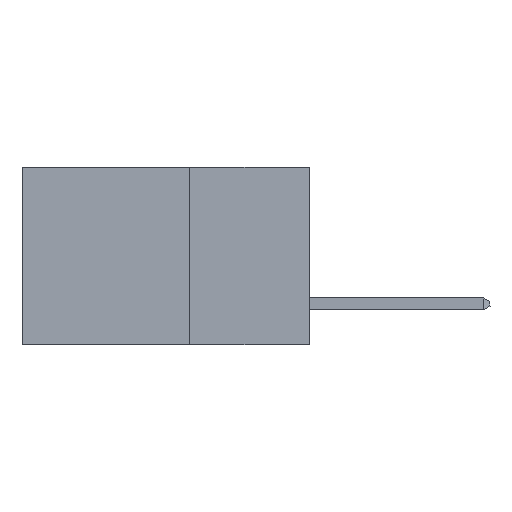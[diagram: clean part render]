
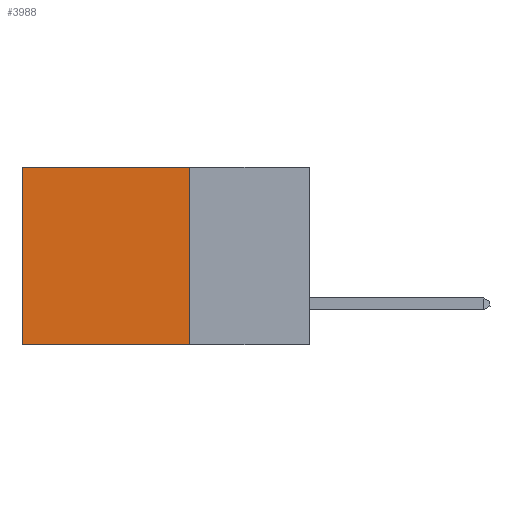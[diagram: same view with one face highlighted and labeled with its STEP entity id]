
A CAD part, left-side view. The second image highlights one B-rep face of the part: STEP entity #3988.
In plain terms, the highlighted planar face has unit normal (-1, 0, 0).
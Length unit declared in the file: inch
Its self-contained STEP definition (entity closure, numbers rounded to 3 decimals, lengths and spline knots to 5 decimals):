
#396 = CARTESIAN_POINT ( 'NONE',  ( 0.2875, 0.25, 0. ) ) ;
#431 = CARTESIAN_POINT ( 'NONE',  ( 0.2875, 0.6, -0.37 ) ) ;
#478 = CARTESIAN_POINT ( 'NONE',  ( 0.2875, 0.25, 0. ) ) ;
#544 = DIRECTION ( 'NONE',  ( 0., 0., -1. ) ) ;
#558 = CARTESIAN_POINT ( 'NONE',  ( 0.2875, 0.6, 0. ) ) ;
#915 = VERTEX_POINT ( 'NONE', #478 ) ;
#983 = VECTOR ( 'NONE', #8190, 39.37008 ) ;
#1949 = ORIENTED_EDGE ( 'NONE', *, *, #7835, .F. ) ;
#2552 = CARTESIAN_POINT ( 'NONE',  ( 0.2875, 0.25, 0. ) ) ;
#2611 = CARTESIAN_POINT ( 'NONE',  ( 0.2875, 0.6, 0. ) ) ;
#2883 = AXIS2_PLACEMENT_3D ( 'NONE', #2552, #4293, #9456 ) ;
#3398 = VERTEX_POINT ( 'NONE', #2611 ) ;
#3960 = VERTEX_POINT ( 'NONE', #4260 ) ;
#3988 = ADVANCED_FACE ( 'NONE', ( #6239 ), #6578, .F. ) ;
#4260 = CARTESIAN_POINT ( 'NONE',  ( 0.2875, 0.25, -0.37 ) ) ;
#4293 = DIRECTION ( 'NONE',  ( 1., 0., 0. ) ) ;
#4416 = LINE ( 'NONE', #396, #8219 ) ;
#4490 = CARTESIAN_POINT ( 'NONE',  ( 0.2875, 0.25, -0.37 ) ) ;
#4558 = VERTEX_POINT ( 'NONE', #431 ) ;
#4768 = EDGE_CURVE ( 'NONE', #3398, #4558, #8058, .T. ) ;
#5006 = DIRECTION ( 'NONE',  ( 0., 0., -1. ) ) ;
#5167 = VECTOR ( 'NONE', #544, 39.37008 ) ;
#5838 = LINE ( 'NONE', #7874, #983 ) ;
#6044 = EDGE_CURVE ( 'NONE', #915, #3398, #5838, .T. ) ;
#6135 = ORIENTED_EDGE ( 'NONE', *, *, #4768, .T. ) ;
#6239 = FACE_OUTER_BOUND ( 'NONE', #8545, .T. ) ;
#6578 = PLANE ( 'NONE',  #2883 ) ;
#7835 = EDGE_CURVE ( 'NONE', #915, #3960, #4416, .T. ) ;
#7874 = CARTESIAN_POINT ( 'NONE',  ( 0.2875, 0.25, 0. ) ) ;
#7973 = LINE ( 'NONE', #4490, #9557 ) ;
#8058 = LINE ( 'NONE', #558, #5167 ) ;
#8190 = DIRECTION ( 'NONE',  ( 0., 1., 0. ) ) ;
#8219 = VECTOR ( 'NONE', #5006, 39.37008 ) ;
#8545 = EDGE_LOOP ( 'NONE', ( #6135, #9969, #1949, #9444 ) ) ;
#9444 = ORIENTED_EDGE ( 'NONE', *, *, #6044, .T. ) ;
#9456 = DIRECTION ( 'NONE',  ( 0., 0., -1. ) ) ;
#9557 = VECTOR ( 'NONE', #10478, 39.37008 ) ;
#9642 = EDGE_CURVE ( 'NONE', #3960, #4558, #7973, .T. ) ;
#9969 = ORIENTED_EDGE ( 'NONE', *, *, #9642, .F. ) ;
#10478 = DIRECTION ( 'NONE',  ( 0., 1., 0. ) ) ;
